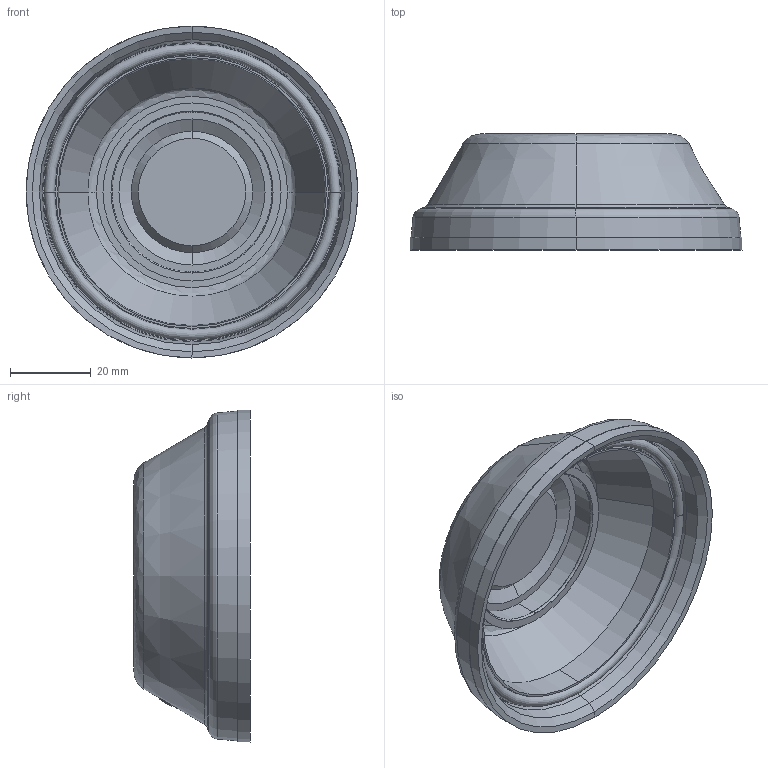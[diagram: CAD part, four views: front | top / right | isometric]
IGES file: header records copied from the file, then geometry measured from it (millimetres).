
Start section:  PTC IGES file: B000063154.igs
Global section: file name: B000063154.igs; native system: Pro/ENGINEER by Parametric Technology Corporation; preprocessor: 2010020; author: RCRU51; organization: Rex Nord Marbet spa; date: 20110504.120021; units: millimetre
Bounding box: 82 x 28.7 x 82 mm (x, y, z)
Volume: 26910.6 mm3; surface area: 22780.8 mm2
Topology: 3 solids, 3 shells, 93 faces, 208 edges, 126 vertices
Faces by surface type: revolution 62, bspline 31
